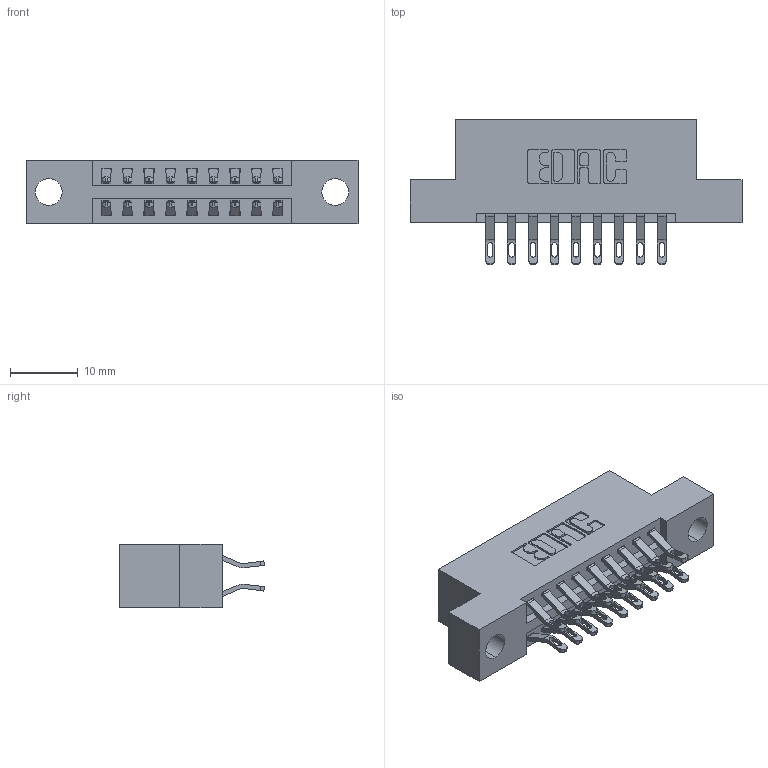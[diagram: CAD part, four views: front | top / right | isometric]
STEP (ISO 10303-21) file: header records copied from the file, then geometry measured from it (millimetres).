
FILE_DESCRIPTION (( 'STEP AP203' ), '1' );
FILE_NAME ('346-018-555-204.STEP', '2022-05-18T17:45:39', ( '' ), ( '' ), 'SwSTEP 2.0', 'SolidWorks 2020', '' );
FILE_SCHEMA (( 'CONFIG_CONTROL_DESIGN' ));
Length unit declared in the file: inch
Products named in the file (3): 346 Part_Flush Mounting Lugs - 0.156 Dia-TH; 345-292-001_555 Tail; 346-018-555-204
Assembly tree (19 placements, depth 2):
  346-018-555-204
    346 Part_Flush Mounting Lugs - 0.156 Dia-TH
    345-292-001_555 Tail  x18
Bounding box: 49.15 x 21.46 x 9.4 mm (x, y, z)
Volume: 4482.6 mm3; surface area: 5676.9 mm2
Topology: 19 solids, 19 shells, 1180 faces, 3659 edges, 2438 vertices
Faces by surface type: plane 684, cylinder 496
Entity records: 11061 total; most frequent: CARTESIAN_POINT 1908, ORIENTED_EDGE 1810, DIRECTION 1701, EDGE_CURVE 905, LINE 717, VECTOR 717, VERTEX_POINT 602, AXIS2_PLACEMENT_3D 492
